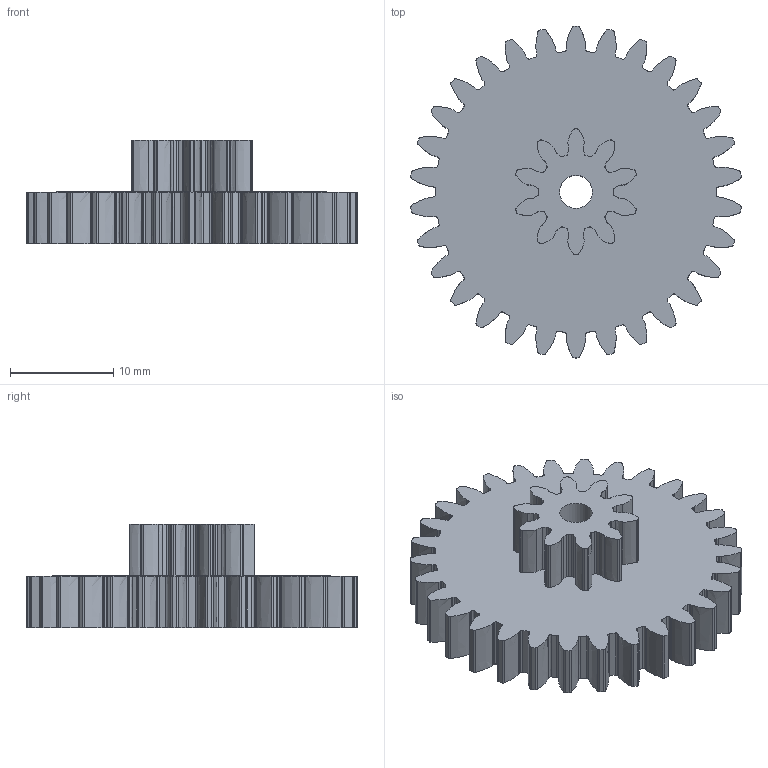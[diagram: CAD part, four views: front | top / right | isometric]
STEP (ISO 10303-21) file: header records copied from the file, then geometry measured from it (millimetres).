
FILE_DESCRIPTION(/* description */ (''),/* implementation_level */ '2;1');
FILE_NAME(/* name */ 'gear 2.stp',/* time_stamp */ '2025-05-15T11:52:57+02:00',/* author */ (''),/* organization */ (''),/* preprocessor_version */ 'ST-DEVELOPER v20',/* originating_system */ 'SIEMENS PLM Software NX2312.4001',/* authorisation */ '');
FILE_SCHEMA (('AUTOMOTIVE_DESIGN { 1 0 10303 214 3 1 1 1 }'));
Length unit declared in the file: millimetre
Products named in the file (1): gear 2
Bounding box: 32.06 x 32.2 x 10 mm (x, y, z)
Volume: 3777.8 mm3; surface area: 2785.6 mm2
Topology: 1 solids, 1 shells, 484 faces, 1444 edges, 963 vertices
Faces by surface type: cylinder 181, extrusion 160, plane 143
Full cylindrical faces by diameter (mm): 3.2 x1
Entity records: 18152 total; most frequent: CARTESIAN_POINT 5649, ORIENTED_EDGE 2884, DIRECTION 2254, EDGE_CURVE 1442, VERTEX_POINT 962, VECTOR 880, LINE 720, AXIS2_PLACEMENT_3D 687
